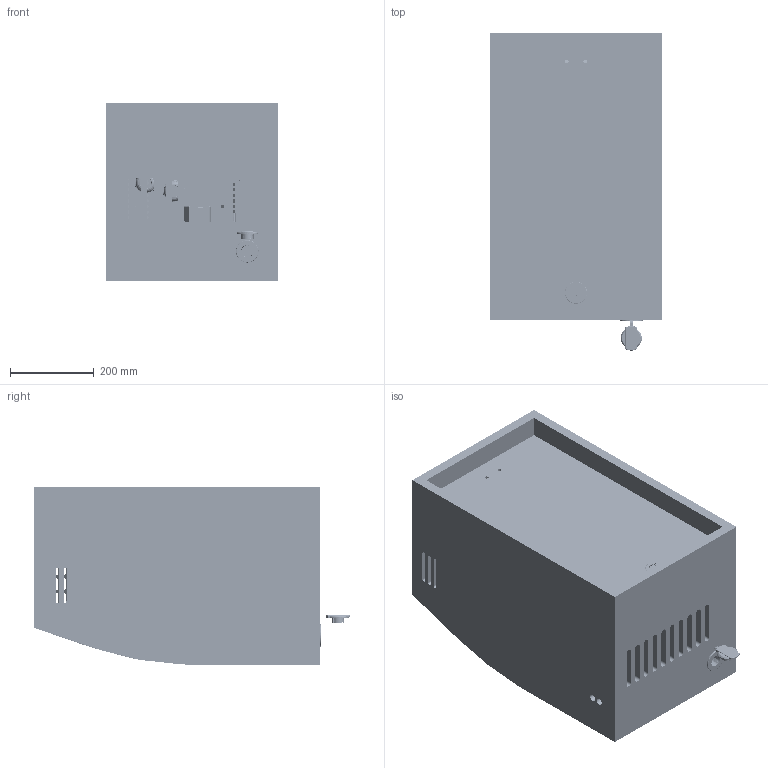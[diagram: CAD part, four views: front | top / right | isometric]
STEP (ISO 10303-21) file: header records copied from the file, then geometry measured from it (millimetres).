
FILE_DESCRIPTION(('FreeCAD Model'),'2;1');
FILE_NAME('Open CASCADE Shape Model','2025-05-04T21:22:21',('FreeCAD'),( 'FreeCAD'),'Open CASCADE STEP processor 7.6','FreeCAD','Unknown');
FILE_SCHEMA(('AUTOMOTIVE_DESIGN { 1 0 10303 214 1 1 1 1 }'));
Products named in the file (1): Open CASCADE STEP translator 7.6 1
Bounding box: 410.11 x 755.74 x 423.29 mm (x, y, z)
Volume: 32375530.7 mm3; surface area: 4638835.1 mm2
Topology: 91 solids, 188 shells, 4861 faces, 14858 edges, 10206 vertices
Faces by surface type: bspline 4861
Entity records: 187557 total; most frequent: CARTESIAN_POINT 105019, ORIENTED_EDGE 26643, EDGE_CURVE 14847, B_SPLINE_CURVE_WITH_KNOTS 11133, VERTEX_POINT 10205, FACE_BOUND 5559, EDGE_LOOP 5559, ADVANCED_FACE 4861
